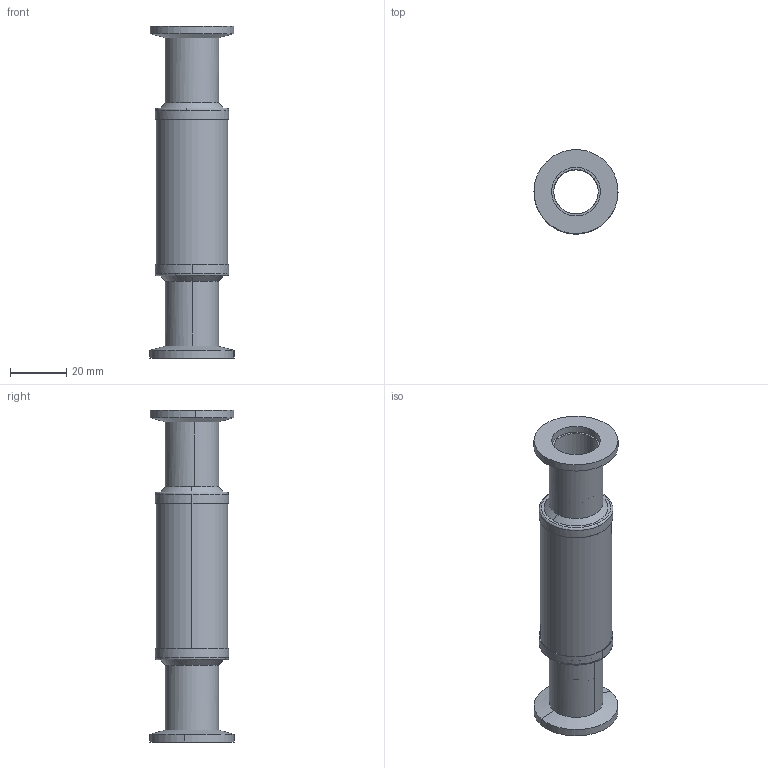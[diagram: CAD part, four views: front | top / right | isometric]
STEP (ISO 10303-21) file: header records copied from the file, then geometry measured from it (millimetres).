
FILE_DESCRIPTION (( 'STEP AP203' ), '1' );
FILE_NAME ('A1744-1-CF.STEP', '2011-10-05T19:32:12', ( '' ), ( '' ), 'SwSTEP 2.0', 'SolidWorks 2011', '' );
FILE_SCHEMA (( 'CONFIG_CONTROL_DESIGN' ));
Length unit declared in the file: inch
Products named in the file (1): A1744-1-CF
Bounding box: 29.97 x 29.97 x 118.24 mm (x, y, z)
Volume: 19839.4 mm3; surface area: 19130.1 mm2
Topology: 1 solids, 1 shells, 96 faces, 206 edges, 130 vertices
Faces by surface type: cylinder 48, cone 20, plane 20, bspline 8
Entity records: 3187 total; most frequent: CARTESIAN_POINT 945, DIRECTION 506, ORIENTED_EDGE 412, AXIS2_PLACEMENT_3D 219, EDGE_CURVE 206, CIRCLE 130, VERTEX_POINT 130, EDGE_LOOP 116
